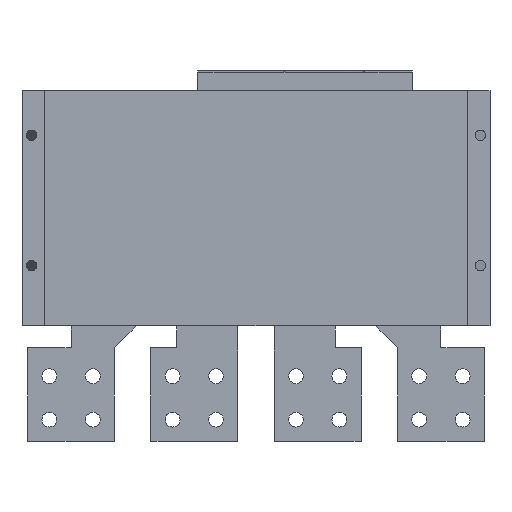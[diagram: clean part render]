
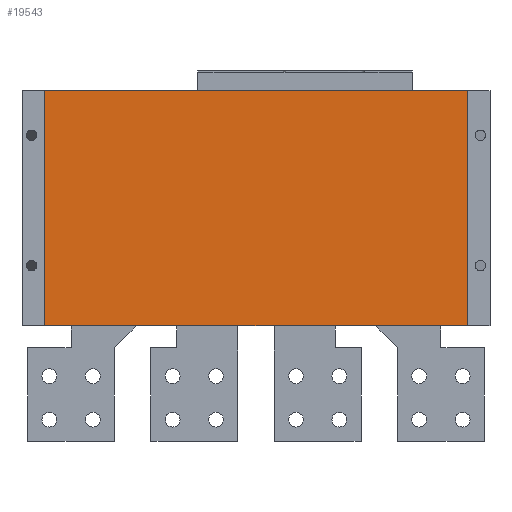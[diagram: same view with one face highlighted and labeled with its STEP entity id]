
A CAD part, front view. The second image highlights one B-rep face of the part: STEP entity #19543.
In plain terms, the highlighted planar face has unit normal (0, -1, 0).
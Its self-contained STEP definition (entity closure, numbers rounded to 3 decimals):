
#493 = CARTESIAN_POINT ( 'NONE',  ( -243.5, 0., -271. ) ) ;
#1801 = VECTOR ( 'NONE', #4868, 1000. ) ;
#2015 = EDGE_CURVE ( 'NONE', #2367, #19498, #10567, .T. ) ;
#2322 = DIRECTION ( 'NONE',  ( 1., 0., 0. ) ) ;
#2367 = VERTEX_POINT ( 'NONE', #13617 ) ;
#2738 = CARTESIAN_POINT ( 'NONE',  ( 243.5, 0., 0. ) ) ;
#2831 = FACE_OUTER_BOUND ( 'NONE', #8508, .T. ) ;
#2871 = CARTESIAN_POINT ( 'NONE',  ( 243.5, 0., -271. ) ) ;
#3173 = LINE ( 'NONE', #19149, #16813 ) ;
#3914 = CARTESIAN_POINT ( 'NONE',  ( 243.5, 0., 0. ) ) ;
#4831 = DIRECTION ( 'NONE',  ( 1., 0., 0. ) ) ;
#4868 = DIRECTION ( 'NONE',  ( 0., 0., 1. ) ) ;
#4945 = VERTEX_POINT ( 'NONE', #493 ) ;
#7314 = VERTEX_POINT ( 'NONE', #10922 ) ;
#7802 = EDGE_CURVE ( 'NONE', #4945, #7314, #3173, .T. ) ;
#8508 = EDGE_LOOP ( 'NONE', ( #13214, #18201, #14954, #9805 ) ) ;
#8529 = VECTOR ( 'NONE', #16454, 1000. ) ;
#9805 = ORIENTED_EDGE ( 'NONE', *, *, #14242, .T. ) ;
#10567 = LINE ( 'NONE', #3914, #17146 ) ;
#10898 = LINE ( 'NONE', #2871, #1801 ) ;
#10922 = CARTESIAN_POINT ( 'NONE',  ( 243.5, 0., -271. ) ) ;
#11254 = CARTESIAN_POINT ( 'NONE',  ( -243.5, 0., -271. ) ) ;
#11344 = AXIS2_PLACEMENT_3D ( 'NONE', #20904, #19309, #4831 ) ;
#11562 = LINE ( 'NONE', #11254, #8529 ) ;
#12544 = PLANE ( 'NONE',  #11344 ) ;
#13214 = ORIENTED_EDGE ( 'NONE', *, *, #2015, .F. ) ;
#13594 = EDGE_CURVE ( 'NONE', #4945, #2367, #11562, .T. ) ;
#13617 = CARTESIAN_POINT ( 'NONE',  ( -243.5, 0., 0. ) ) ;
#14242 = EDGE_CURVE ( 'NONE', #7314, #19498, #10898, .T. ) ;
#14954 = ORIENTED_EDGE ( 'NONE', *, *, #7802, .T. ) ;
#16454 = DIRECTION ( 'NONE',  ( 0., 0., 1. ) ) ;
#16813 = VECTOR ( 'NONE', #17649, 1000. ) ;
#17146 = VECTOR ( 'NONE', #2322, 1000. ) ;
#17649 = DIRECTION ( 'NONE',  ( 1., 0., 0. ) ) ;
#18201 = ORIENTED_EDGE ( 'NONE', *, *, #13594, .F. ) ;
#19149 = CARTESIAN_POINT ( 'NONE',  ( 243.5, 0., -271. ) ) ;
#19309 = DIRECTION ( 'NONE',  ( 0., -1., 0. ) ) ;
#19498 = VERTEX_POINT ( 'NONE', #2738 ) ;
#19543 = ADVANCED_FACE ( 'NONE', ( #2831 ), #12544, .T. ) ;
#20904 = CARTESIAN_POINT ( 'NONE',  ( 243.5, 0., -271. ) ) ;
